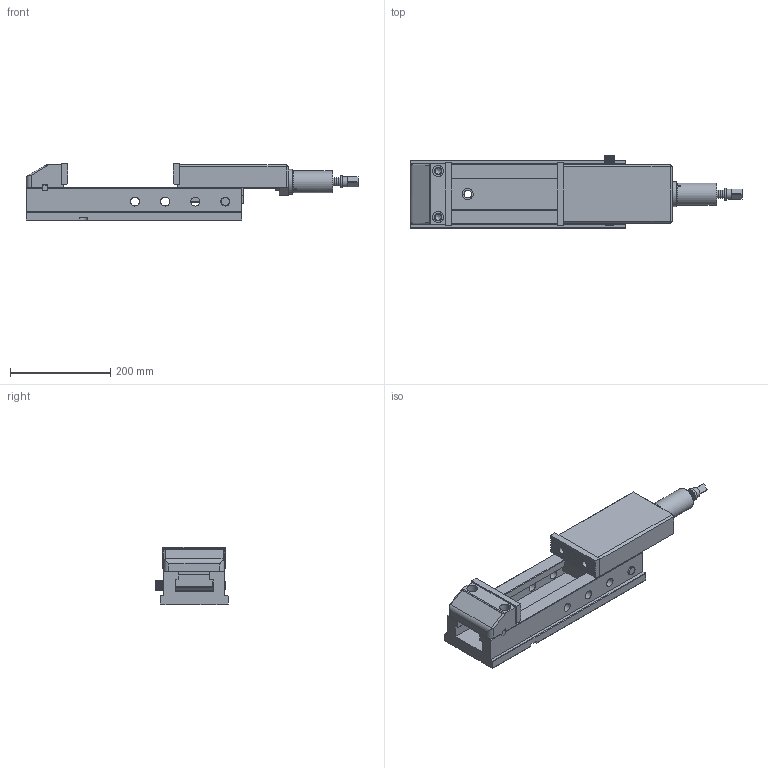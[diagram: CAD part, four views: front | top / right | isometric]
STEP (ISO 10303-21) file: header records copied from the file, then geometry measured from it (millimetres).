
FILE_DESCRIPTION(/* description */ (''),/* implementation_level */ '2;1');
FILE_NAME(/* name */ '31_125H_Mordaza.stp',/* time_stamp */ '2013-07-30T09:08:12+02:00',/* author */ (''),/* organization */ (''),/* preprocessor_version */ 'ST-DEVELOPER v11',/* originating_system */ 'SIEMENS PLM Software NX 7.5',/* authorisation */ '');
FILE_SCHEMA (('AUTOMOTIVE_DESIGN { 1 0 10303 214 1 1 1 1 }'));
Length unit declared in the file: millimetre
Products named in the file (1): 31_125H_Mordaza
Bounding box: 661 x 143.5 x 114 mm (x, y, z)
Volume: 3898959.4 mm3; surface area: 598059 mm2
Topology: 24 solids, 25 shells, 650 faces, 1650 edges, 1082 vertices
Faces by surface type: plane 394, cylinder 161, cone 56, torus 34, bspline 5
Full cylindrical faces by diameter (mm): 3.432 x2, 4 x2, 4.351 x3, 5 x6, 5.188 x6, 6 x1, 6.985 x6, 8.5 x2, 9 x4, 10 x7, 10.2 x1, 12.376 x4, 13 x2, 14 x6, 14.5 x5, 15 x6, 16 x5, 16.1 x2, 16.3 x1, 17 x1, 18 x11, 18.5 x1, 19 x3, 20 x12, 21.25 x1, 22 x7, 23.782 x1, 24 x2, 24.732 x1, 25 x1
Entity records: 24097 total; most frequent: CARTESIAN_POINT 4801, DIRECTION 3059, ORIENTED_EDGE 2634, EDGE_CURVE 1317, AXIS2_PLACEMENT_3D 1140, VERTEX_POINT 1002, EDGE_LOOP 996, LINE 779
